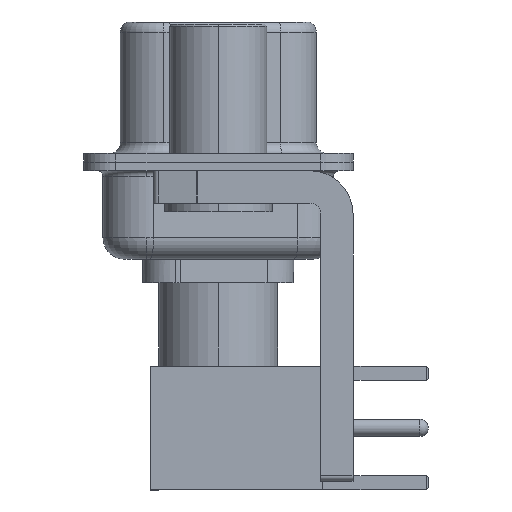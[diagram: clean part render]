
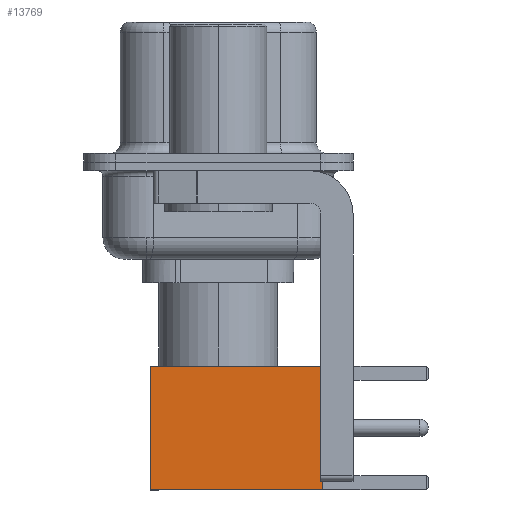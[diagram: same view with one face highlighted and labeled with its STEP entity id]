
A CAD part, left-side view. The second image highlights one B-rep face of the part: STEP entity #13769.
In plain terms, the highlighted face is planar.
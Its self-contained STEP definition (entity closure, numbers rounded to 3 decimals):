
#391 = CARTESIAN_POINT ( 'NONE',  ( 2.875, 2.875, 0. ) ) ;
#407 = EDGE_CURVE ( 'NONE', #8070, #17262, #7715, .T. ) ;
#731 = CARTESIAN_POINT ( 'NONE',  ( 2.875, 2.875, 0. ) ) ;
#1405 = EDGE_CURVE ( 'NONE', #9059, #8070, #1870, .T. ) ;
#1596 = DIRECTION ( 'NONE',  ( 0., 0., -1. ) ) ;
#1870 = LINE ( 'NONE', #4292, #4192 ) ;
#4192 = VECTOR ( 'NONE', #1596, 1000. ) ;
#4292 = CARTESIAN_POINT ( 'NONE',  ( 2.875, 2.875, 0. ) ) ;
#4477 = CARTESIAN_POINT ( 'NONE',  ( 2.875, 2.875, 8. ) ) ;
#5137 = CARTESIAN_POINT ( 'NONE',  ( -2.875, 2.875, 0. ) ) ;
#5272 = DIRECTION ( 'NONE',  ( 0., 1., 0. ) ) ;
#5781 = CARTESIAN_POINT ( 'NONE',  ( -2.875, 2.875, 8. ) ) ;
#5863 = LINE ( 'NONE', #8463, #13665 ) ;
#6037 = ORIENTED_EDGE ( 'NONE', *, *, #6468, .F. ) ;
#6468 = EDGE_CURVE ( 'NONE', #12576, #17262, #10754, .T. ) ;
#7703 = DIRECTION ( 'NONE',  ( 0., 0., -1. ) ) ;
#7715 = LINE ( 'NONE', #11791, #11616 ) ;
#8070 = VERTEX_POINT ( 'NONE', #391 ) ;
#8463 = CARTESIAN_POINT ( 'NONE',  ( 0., 2.875, 8. ) ) ;
#8889 = VECTOR ( 'NONE', #7703, 1000. ) ;
#9059 = VERTEX_POINT ( 'NONE', #4477 ) ;
#10218 = DIRECTION ( 'NONE',  ( -1., 0., 0. ) ) ;
#10560 = ORIENTED_EDGE ( 'NONE', *, *, #407, .T. ) ;
#10754 = LINE ( 'NONE', #13538, #8889 ) ;
#10893 = ORIENTED_EDGE ( 'NONE', *, *, #1405, .T. ) ;
#11018 = EDGE_CURVE ( 'NONE', #9059, #12576, #5863, .T. ) ;
#11616 = VECTOR ( 'NONE', #13091, 1000. ) ;
#11791 = CARTESIAN_POINT ( 'NONE',  ( 0., 2.875, 0. ) ) ;
#12330 = FACE_OUTER_BOUND ( 'NONE', #15101, .T. ) ;
#12576 = VERTEX_POINT ( 'NONE', #5781 ) ;
#13091 = DIRECTION ( 'NONE',  ( -1., 0., 0. ) ) ;
#13538 = CARTESIAN_POINT ( 'NONE',  ( -2.875, 2.875, 0. ) ) ;
#13665 = VECTOR ( 'NONE', #10218, 1000. ) ;
#13769 = ADVANCED_FACE ( 'NONE', ( #12330 ), #16327, .T. ) ;
#14177 = ORIENTED_EDGE ( 'NONE', *, *, #11018, .F. ) ;
#15033 = DIRECTION ( 'NONE',  ( 0., 0., 1. ) ) ;
#15101 = EDGE_LOOP ( 'NONE', ( #10893, #10560, #6037, #14177 ) ) ;
#15423 = AXIS2_PLACEMENT_3D ( 'NONE', #731, #5272, #15033 ) ;
#16327 = PLANE ( 'NONE',  #15423 ) ;
#17262 = VERTEX_POINT ( 'NONE', #5137 ) ;
